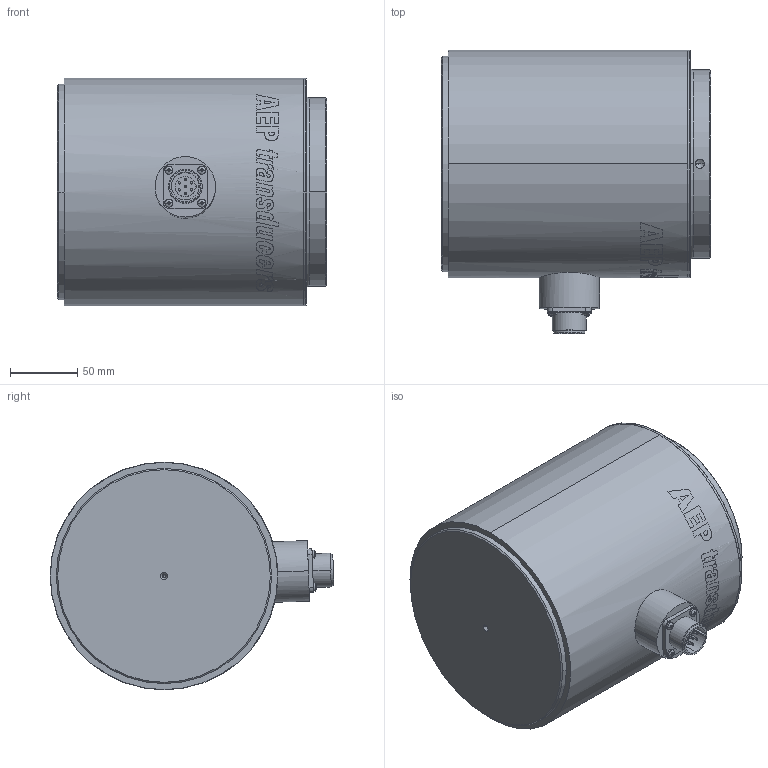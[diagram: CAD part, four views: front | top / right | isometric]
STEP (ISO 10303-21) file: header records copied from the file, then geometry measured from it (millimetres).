
FILE_DESCRIPTION(('STEP AP214'),'1');
FILE_NAME('CLF 5MN.stp','2015-05-18T07:37:30',(' '),(' '),'Spatial InterOp 3D',' ',' ');
FILE_SCHEMA(('automotive_design'));
Length unit declared in the file: metre
Products named in the file (1): MIL-C-5015 7 poles male
Bounding box: 200 x 210.94 x 169.3 mm (x, y, z)
Volume: 4412445 mm3; surface area: 156505.9 mm2
Topology: 1 solids, 9 shells, 357 faces, 1013 edges, 689 vertices
Faces by surface type: plane 145, cylinder 96, cone 90, torus 18, sphere 8
Entity records: 15738 total; most frequent: CARTESIAN_POINT 3639, DIRECTION 2001, ORIENTED_EDGE 1978, EDGE_CURVE 989, AXIS2_PLACEMENT_3D 843, VERTEX_POINT 689, CIRCLE 482, EDGE_LOOP 404
